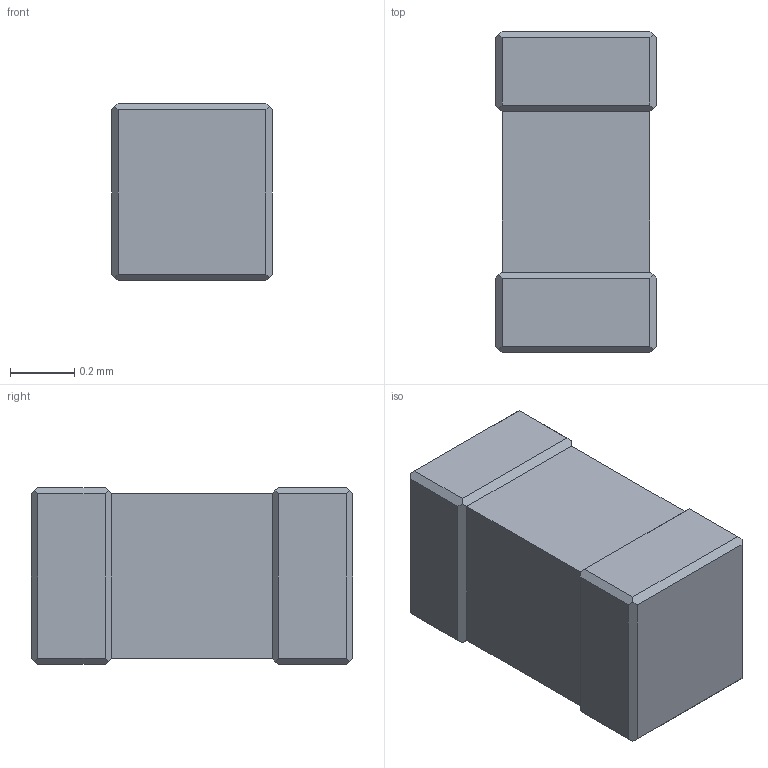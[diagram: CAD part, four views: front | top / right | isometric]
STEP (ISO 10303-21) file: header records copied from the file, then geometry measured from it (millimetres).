
FILE_DESCRIPTION (( 'STEP AP203' ), '1' );
FILE_NAME ('cap_0402.step_Default_sldprt.STEP', '2020-12-09T15:01:40', ( '' ), ( '' ), 'SwSTEP 2.0', 'SolidWorks 2020', '' );
FILE_SCHEMA (( 'CONFIG_CONTROL_DESIGN' ));
Length unit declared in the file: millimetre
Products named in the file (1): cap_0402.step_Default_sldprt
Bounding box: 0.5 x 1 x 0.55 mm (x, y, z)
Volume: 0.3 mm3; surface area: 2.5 mm2
Topology: 1 solids, 1 shells, 39 faces, 104 edges, 68 vertices
Faces by surface type: plane 39
Entity records: 1263 total; most frequent: CARTESIAN_POINT 212, ORIENTED_EDGE 208, DIRECTION 184, EDGE_CURVE 104, LINE 104, VECTOR 104, VERTEX_POINT 68, EDGE_LOOP 40
